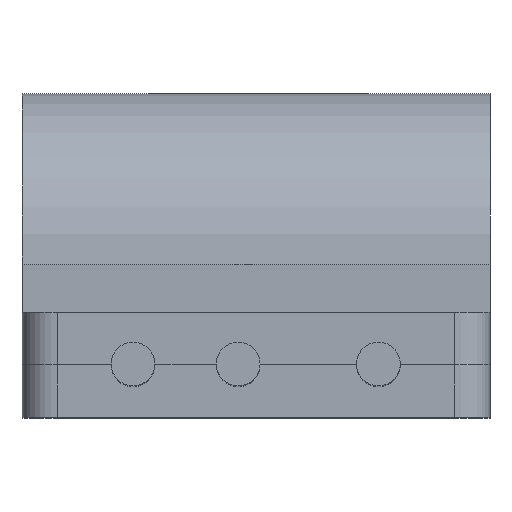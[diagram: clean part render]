
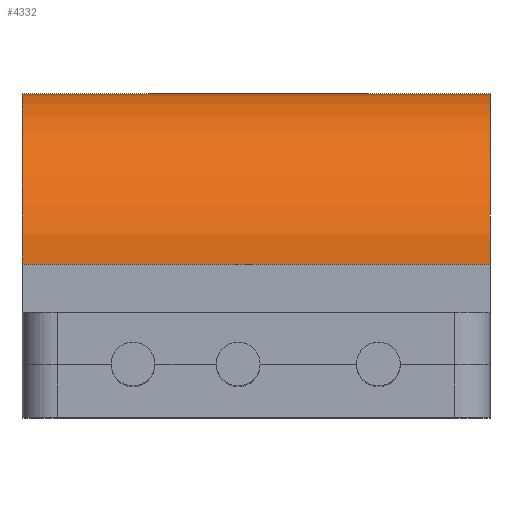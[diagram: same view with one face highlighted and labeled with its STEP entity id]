
A CAD part, top view. The second image highlights one B-rep face of the part: STEP entity #4332.
In plain terms, the highlighted cylindrical face has radius 19.5 mm (diameter 39 mm), a partial arc.
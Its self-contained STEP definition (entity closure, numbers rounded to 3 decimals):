
#346=CYLINDRICAL_SURFACE('',#4654,19.5);
#486=CIRCLE('',#4655,19.5);
#487=CIRCLE('',#4656,19.5);
#657=FACE_OUTER_BOUND('',#921,.T.);
#921=EDGE_LOOP('',(#3055,#3056,#3057,#3058));
#1274=LINE('',#6380,#1583);
#1275=LINE('',#6383,#1584);
#1583=VECTOR('',#5227,10.);
#1584=VECTOR('',#5230,10.);
#1864=VERTEX_POINT('',#6376);
#1865=VERTEX_POINT('',#6377);
#1866=VERTEX_POINT('',#6379);
#1867=VERTEX_POINT('',#6381);
#2324=EDGE_CURVE('',#1864,#1865,#486,.T.);
#2325=EDGE_CURVE('',#1865,#1866,#1274,.T.);
#2326=EDGE_CURVE('',#1866,#1867,#487,.T.);
#2327=EDGE_CURVE('',#1867,#1864,#1275,.T.);
#3055=ORIENTED_EDGE('',*,*,#2324,.T.);
#3056=ORIENTED_EDGE('',*,*,#2325,.T.);
#3057=ORIENTED_EDGE('',*,*,#2326,.T.);
#3058=ORIENTED_EDGE('',*,*,#2327,.T.);
#4332=ADVANCED_FACE('',(#657),#346,.T.);
#4654=AXIS2_PLACEMENT_3D('',#6375,#5223,#5224);
#4655=AXIS2_PLACEMENT_3D('',#6378,#5225,#5226);
#4656=AXIS2_PLACEMENT_3D('',#6382,#5228,#5229);
#5223=DIRECTION('center_axis',(1.,0.,0.));
#5224=DIRECTION('ref_axis',(0.,0.707,0.707));
#5225=DIRECTION('center_axis',(-1.,0.,0.));
#5226=DIRECTION('ref_axis',(0.,0.707,0.707));
#5227=DIRECTION('',(-1.,0.,0.));
#5228=DIRECTION('center_axis',(1.,0.,0.));
#5229=DIRECTION('ref_axis',(0.,0.707,0.707));
#5230=DIRECTION('',(1.,0.,0.));
#6375=CARTESIAN_POINT('Origin',(0.685,11.5,38.801));
#6376=CARTESIAN_POINT('',(40.732,11.5,58.301));
#6377=CARTESIAN_POINT('',(40.732,31.,38.801));
#6378=CARTESIAN_POINT('Origin',(40.732,11.5,38.801));
#6379=CARTESIAN_POINT('',(-12.664,31.,38.801));
#6380=CARTESIAN_POINT('',(0.685,31.,38.801));
#6381=CARTESIAN_POINT('',(-12.664,11.5,58.301));
#6382=CARTESIAN_POINT('Origin',(-12.664,11.5,38.801));
#6383=CARTESIAN_POINT('',(0.685,11.5,58.301));
